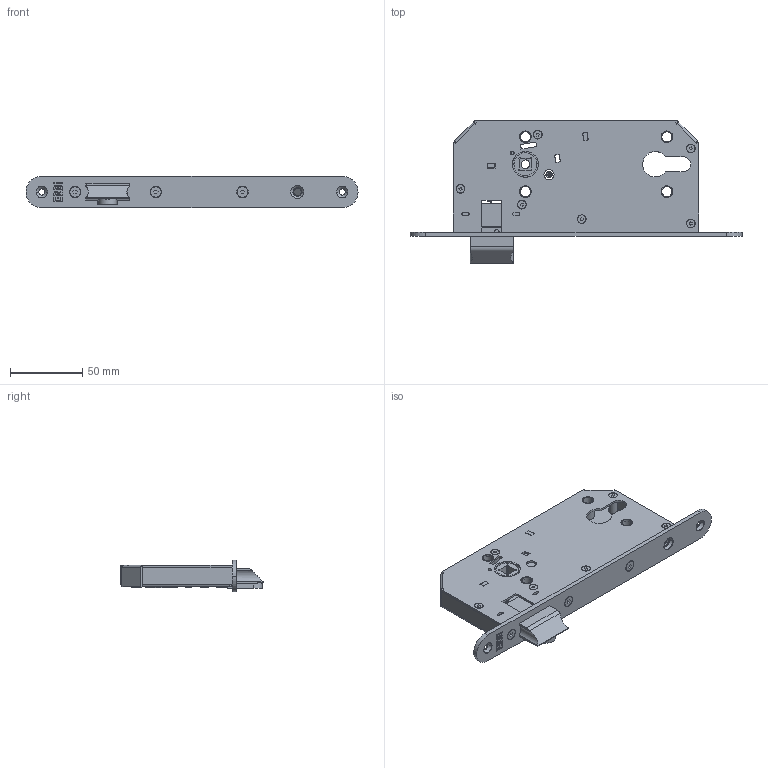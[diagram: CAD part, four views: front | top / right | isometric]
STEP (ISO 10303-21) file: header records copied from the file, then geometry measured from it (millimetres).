
FILE_DESCRIPTION (( 'STEP AP203' ), '1' );
FILE_NAME ('HOT 004 001-hotelový zámek-prázdný.STEP', '2019-06-04T21:18:17', ( 'Radek' ), ( '' ), 'SwSTEP 2.0', 'SolidWorks 2015', '' );
FILE_SCHEMA (( 'CONFIG_CONTROL_DESIGN' ));
Length unit declared in the file: millimetre
Products named in the file (1): HOT 004 001-hotelový zámek-prázdný
Bounding box: 230 x 98.41 x 22 mm (x, y, z)
Surface area: 79657.6 mm2 (no closed solid volume)
Topology: 0 solids, 54 shells, 665 faces, 2120 edges, 1464 vertices
Faces by surface type: plane 314, cylinder 265, cone 66, torus 11, bspline 7, sphere 2
Entity records: 27018 total; most frequent: CARTESIAN_POINT 7910, DIRECTION 4108, ORIENTED_EDGE 3505, EDGE_CURVE 2116, VERTEX_POINT 1464, AXIS2_PLACEMENT_3D 1422, LINE 1264, VECTOR 1264
